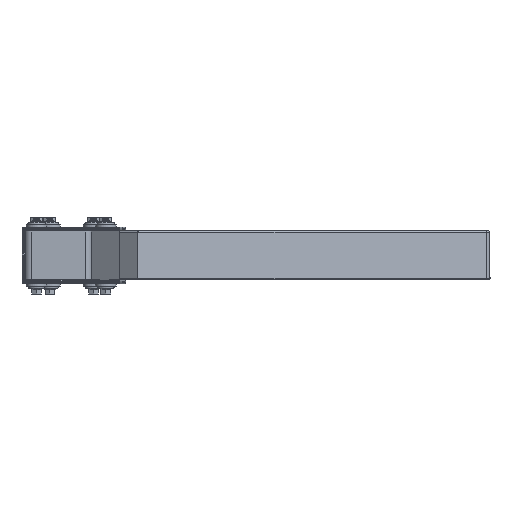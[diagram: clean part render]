
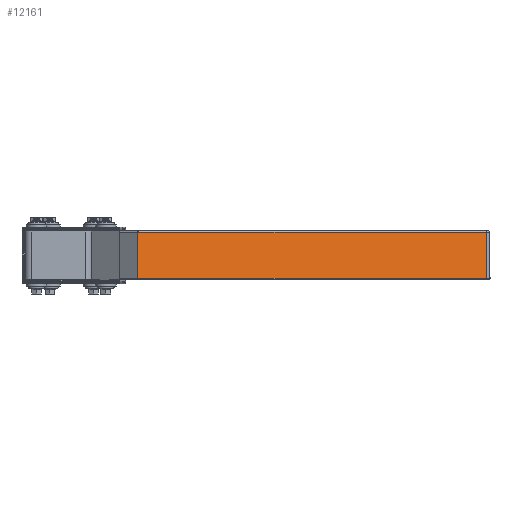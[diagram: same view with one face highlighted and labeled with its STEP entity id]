
A CAD part, left-side view. The second image highlights one B-rep face of the part: STEP entity #12161.
In plain terms, the highlighted planar face has unit normal (-0.914, -0.406, 0).
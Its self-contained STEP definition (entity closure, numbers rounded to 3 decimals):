
#681=PLANE('',#13526);
#1261=FACE_OUTER_BOUND('',#2069,.T.);
#2069=EDGE_LOOP('',(#9320,#9321,#9322,#9323));
#3833=LINE('',#20146,#4582);
#3842=LINE('',#20180,#4591);
#3866=LINE('',#20319,#4615);
#3872=LINE('',#20342,#4621);
#4582=VECTOR('',#16124,10.);
#4591=VECTOR('',#16163,10.);
#4615=VECTOR('',#16283,10.);
#4621=VECTOR('',#16313,10.);
#5437=VERTEX_POINT('',#20133);
#5442=VERTEX_POINT('',#20144);
#5452=VERTEX_POINT('',#20179);
#5519=VERTEX_POINT('',#20318);
#6781=EDGE_CURVE('',#5442,#5437,#3833,.T.);
#6798=EDGE_CURVE('',#5437,#5452,#3842,.T.);
#6867=EDGE_CURVE('',#5452,#5519,#3866,.T.);
#6880=EDGE_CURVE('',#5519,#5442,#3872,.T.);
#9320=ORIENTED_EDGE('',*,*,#6781,.F.);
#9321=ORIENTED_EDGE('',*,*,#6880,.F.);
#9322=ORIENTED_EDGE('',*,*,#6867,.F.);
#9323=ORIENTED_EDGE('',*,*,#6798,.F.);
#12161=ADVANCED_FACE('',(#1261),#681,.T.);
#13526=AXIS2_PLACEMENT_3D('',#20343,#16314,#16315);
#16124=DIRECTION('',(-0.407,0.914,0.));
#16163=DIRECTION('',(0.,0.,1.));
#16283=DIRECTION('',(0.407,-0.914,0.));
#16313=DIRECTION('',(0.,0.,-1.));
#16314=DIRECTION('center_axis',(-0.914,-0.407,0.));
#16315=DIRECTION('ref_axis',(0.407,-0.914,0.));
#20133=CARTESIAN_POINT('',(-184.116,290.,1.));
#20144=CARTESIAN_POINT('',(-56.321,2.966,1.));
#20146=CARTESIAN_POINT('',(-149.563,212.391,1.));
#20179=CARTESIAN_POINT('',(-184.116,290.,39.));
#20180=CARTESIAN_POINT('',(-184.116,290.,0.));
#20318=CARTESIAN_POINT('',(-56.321,2.966,39.));
#20319=CARTESIAN_POINT('',(-149.563,212.391,39.));
#20342=CARTESIAN_POINT('',(-56.321,2.966,0.));
#20343=CARTESIAN_POINT('Origin',(-184.116,290.,0.));
